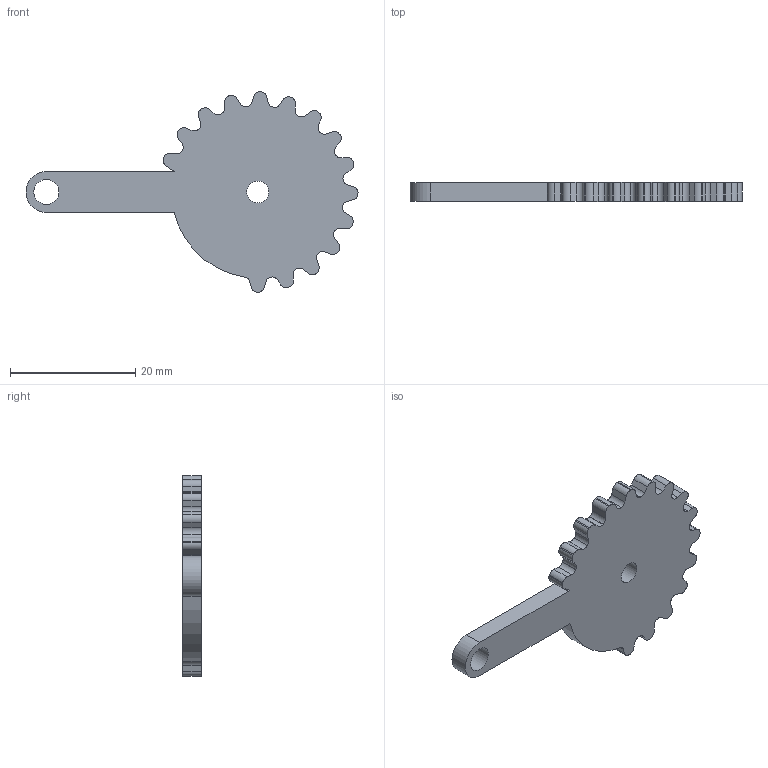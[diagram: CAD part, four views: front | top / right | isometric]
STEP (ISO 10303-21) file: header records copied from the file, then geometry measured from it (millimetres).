
FILE_DESCRIPTION(/* description */ (''),/* implementation_level */ '2;1');
FILE_NAME(/* name */ 'gear.stp',/* time_stamp */ '2021-04-22T12:11:34+07:00',/* author */ ('Luthfi '),/* organization */ (''),/* preprocessor_version */ 'ST-DEVELOPER v18.1',/* originating_system */ 'Autodesk Inventor 2021',/* authorisation */ '');
FILE_SCHEMA (('CONFIG_CONTROL_DESIGN'));
Length unit declared in the file: millimetre
Products named in the file (1): gear
Bounding box: 53 x 3 x 32 mm (x, y, z)
Volume: 2390.9 mm3; surface area: 2182.4 mm2
Topology: 1 solids, 1 shells, 129 faces, 381 edges, 254 vertices
Faces by surface type: cylinder 80, plane 49
Full cylindrical faces by diameter (mm): 3.5 x1, 4 x1
Entity records: 4424 total; most frequent: DIRECTION 801, CARTESIAN_POINT 765, ORIENTED_EDGE 762, EDGE_CURVE 381, AXIS2_PLACEMENT_3D 290, VERTEX_POINT 254, LINE 221, VECTOR 221
